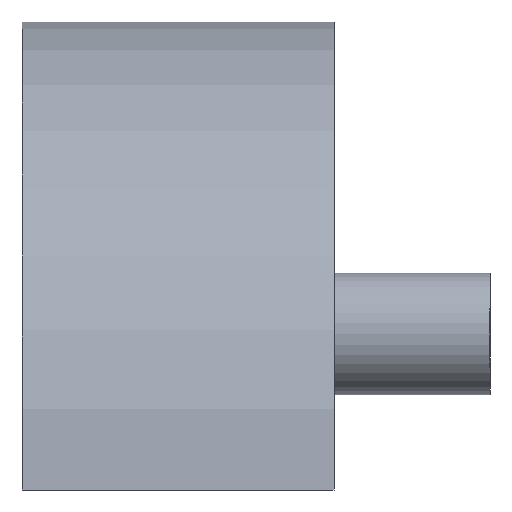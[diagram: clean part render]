
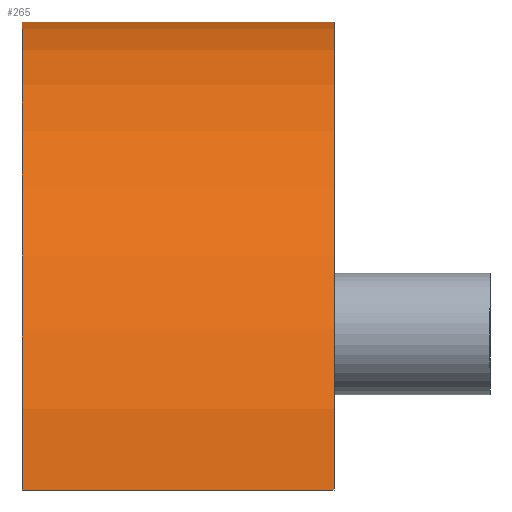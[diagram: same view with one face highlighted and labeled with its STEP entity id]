
A CAD part, left-side view. The second image highlights one B-rep face of the part: STEP entity #265.
In plain terms, the highlighted cylindrical face has radius 15 mm (diameter 30 mm), a partial arc.
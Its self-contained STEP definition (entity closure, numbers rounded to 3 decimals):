
#7 = DIRECTION ( 'NONE',  ( 0., -1., 0. ) ) ;
#8 = FACE_OUTER_BOUND ( 'NONE', #292, .T. ) ;
#33 = CARTESIAN_POINT ( 'NONE',  ( -15., 10., 0. ) ) ;
#49 = DIRECTION ( 'NONE',  ( 0., 1., 0. ) ) ;
#86 = DIRECTION ( 'NONE',  ( 0., 1., 0. ) ) ;
#88 = LINE ( 'NONE', #357, #383 ) ;
#121 = EDGE_CURVE ( 'NONE', #420, #247, #374, .T. ) ;
#124 = DIRECTION ( 'NONE',  ( 0., -1., 0. ) ) ;
#131 = ORIENTED_EDGE ( 'NONE', *, *, #149, .F. ) ;
#132 = AXIS2_PLACEMENT_3D ( 'NONE', #308, #49, #358 ) ;
#133 = ORIENTED_EDGE ( 'NONE', *, *, #305, .F. ) ;
#149 = EDGE_CURVE ( 'NONE', #477, #317, #88, .T. ) ;
#151 = AXIS2_PLACEMENT_3D ( 'NONE', #352, #86, #242 ) ;
#225 = CIRCLE ( 'NONE', #151, 15. ) ;
#236 = CIRCLE ( 'NONE', #132, 15. ) ;
#237 = CARTESIAN_POINT ( 'NONE',  ( -15., 10., 0. ) ) ;
#242 = DIRECTION ( 'NONE',  ( 0., 0., 1. ) ) ;
#244 = CYLINDRICAL_SURFACE ( 'NONE', #286, 15. ) ;
#247 = VERTEX_POINT ( 'NONE', #348 ) ;
#248 = EDGE_CURVE ( 'NONE', #247, #317, #225, .T. ) ;
#251 = ORIENTED_EDGE ( 'NONE', *, *, #121, .T. ) ;
#255 = VECTOR ( 'NONE', #394, 1000. ) ;
#265 = ADVANCED_FACE ( 'NONE', ( #8 ), #244, .T. ) ;
#282 = DIRECTION ( 'NONE',  ( 0., 0., -1. ) ) ;
#286 = AXIS2_PLACEMENT_3D ( 'NONE', #316, #124, #282 ) ;
#292 = EDGE_LOOP ( 'NONE', ( #332, #131, #133, #251 ) ) ;
#305 = EDGE_CURVE ( 'NONE', #420, #477, #236, .T. ) ;
#308 = CARTESIAN_POINT ( 'NONE',  ( 0., 10., 0. ) ) ;
#316 = CARTESIAN_POINT ( 'NONE',  ( 0., 10., 0. ) ) ;
#317 = VERTEX_POINT ( 'NONE', #392 ) ;
#332 = ORIENTED_EDGE ( 'NONE', *, *, #248, .T. ) ;
#348 = CARTESIAN_POINT ( 'NONE',  ( -15., 0., 0. ) ) ;
#352 = CARTESIAN_POINT ( 'NONE',  ( 0., 0., 0. ) ) ;
#357 = CARTESIAN_POINT ( 'NONE',  ( 15., 10., 0. ) ) ;
#358 = DIRECTION ( 'NONE',  ( 0., 0., 1. ) ) ;
#374 = LINE ( 'NONE', #237, #255 ) ;
#383 = VECTOR ( 'NONE', #7, 1000. ) ;
#392 = CARTESIAN_POINT ( 'NONE',  ( 15., 0., 0. ) ) ;
#394 = DIRECTION ( 'NONE',  ( 0., -1., 0. ) ) ;
#420 = VERTEX_POINT ( 'NONE', #33 ) ;
#463 = CARTESIAN_POINT ( 'NONE',  ( 15., 10., 0. ) ) ;
#477 = VERTEX_POINT ( 'NONE', #463 ) ;
